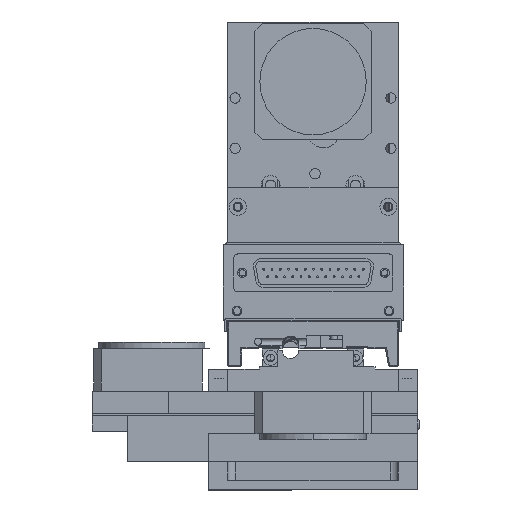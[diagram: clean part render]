
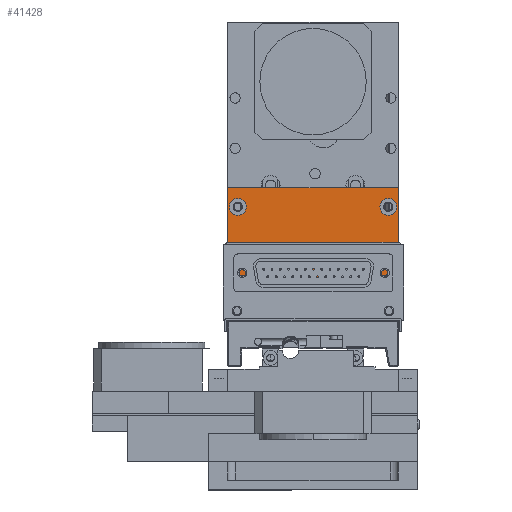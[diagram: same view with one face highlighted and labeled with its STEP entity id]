
A CAD part, front view. The second image highlights one B-rep face of the part: STEP entity #41428.
In plain terms, the highlighted planar face has unit normal (0, -1, 0).
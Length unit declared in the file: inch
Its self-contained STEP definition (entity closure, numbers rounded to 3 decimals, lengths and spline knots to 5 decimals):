
#2578 = VERTEX_POINT ( 'NONE', #9944 ) ;
#2579 = VERTEX_POINT ( 'NONE', #9945 ) ;
#2582 = VERTEX_POINT ( 'NONE', #9948 ) ;
#2583 = VERTEX_POINT ( 'NONE', #9949 ) ;
#2617 = VERTEX_POINT ( 'NONE', #9984 ) ;
#2620 = VERTEX_POINT ( 'NONE', #9987 ) ;
#2622 = VERTEX_POINT ( 'NONE', #9989 ) ;
#2630 = VERTEX_POINT ( 'NONE', #9997 ) ;
#2634 = VERTEX_POINT ( 'NONE', #10001 ) ;
#2635 = VERTEX_POINT ( 'NONE', #10002 ) ;
#2636 = VERTEX_POINT ( 'NONE', #10003 ) ;
#2642 = VERTEX_POINT ( 'NONE', #10009 ) ;
#9944 = CARTESIAN_POINT ( 'NONE',  ( 0.2759, 1.38273, 2.56637 ) ) ;
#9945 = CARTESIAN_POINT ( 'NONE',  ( 0.0559, 1.38273, 2.56637 ) ) ;
#9948 = CARTESIAN_POINT ( 'NONE',  ( 2.2559, 1.38273, 2.56637 ) ) ;
#9949 = CARTESIAN_POINT ( 'NONE',  ( 2.0359, 1.38273, 2.56637 ) ) ;
#9984 = CARTESIAN_POINT ( 'NONE',  ( 0.0309, 1.38273, 1.61637 ) ) ;
#9987 = CARTESIAN_POINT ( 'NONE',  ( 0.0309, 1.38273, 2.81637 ) ) ;
#9989 = CARTESIAN_POINT ( 'NONE',  ( 2.2809, 1.38273, 2.81637 ) ) ;
#9997 = CARTESIAN_POINT ( 'NONE',  ( 2.2809, 1.38273, 1.61637 ) ) ;
#10001 = CARTESIAN_POINT ( 'NONE',  ( 0.06792, 1.38273, 1.61637 ) ) ;
#10002 = CARTESIAN_POINT ( 'NONE',  ( 0.26388, 1.38273, 1.61637 ) ) ;
#10003 = CARTESIAN_POINT ( 'NONE',  ( 2.04792, 1.38273, 1.61637 ) ) ;
#10009 = CARTESIAN_POINT ( 'NONE',  ( 2.24388, 1.38273, 1.61637 ) ) ;
#13851 = AXIS2_PLACEMENT_3D ( 'NONE', #14983, #14984, #14985 ) ;
#14762 = FACE_BOUND ( 'NONE', #49545, .T. ) ;
#14763 = FACE_OUTER_BOUND ( 'NONE', #49540, .T. ) ;
#14766 = FACE_BOUND ( 'NONE', #49543, .T. ) ;
#14976 = PLANE ( 'NONE',  #13851 ) ;
#14983 = CARTESIAN_POINT ( 'NONE',  ( 2.2809, 1.38273, 2.81637 ) ) ;
#14984 = DIRECTION ( 'NONE',  ( 0., 1., 0. ) ) ;
#14985 = DIRECTION ( 'NONE',  ( -1., 0., 0. ) ) ;
#23662 = AXIS2_PLACEMENT_3D ( 'NONE', #26416, #26417, #26418 ) ;
#23664 = AXIS2_PLACEMENT_3D ( 'NONE', #26426, #26427, #26428 ) ;
#26006 = CIRCLE ( 'NONE', #23662, 0.11 ) ;
#26012 = CIRCLE ( 'NONE', #23664, 0.11 ) ;
#26416 = CARTESIAN_POINT ( 'NONE',  ( 0.1659, 1.38273, 2.56637 ) ) ;
#26417 = DIRECTION ( 'NONE',  ( 0., 1., 0. ) ) ;
#26418 = DIRECTION ( 'NONE',  ( -1., 0., 0. ) ) ;
#26426 = CARTESIAN_POINT ( 'NONE',  ( 2.1459, 1.38273, 2.56637 ) ) ;
#26427 = DIRECTION ( 'NONE',  ( 0., 1., 0. ) ) ;
#26428 = DIRECTION ( 'NONE',  ( -1., 0., 0. ) ) ;
#33429 = CARTESIAN_POINT ( 'NONE',  ( 0.0309, 1.38273, 2.81637 ) ) ;
#33430 = DIRECTION ( 'NONE',  ( 0., 0., -1. ) ) ;
#33443 = CARTESIAN_POINT ( 'NONE',  ( 2.2809, 1.38273, 2.81637 ) ) ;
#33444 = DIRECTION ( 'NONE',  ( -1., 0., 0. ) ) ;
#33474 = CARTESIAN_POINT ( 'NONE',  ( 2.2809, 1.38273, 2.81637 ) ) ;
#33479 = DIRECTION ( 'NONE',  ( 0., 0., -1. ) ) ;
#33689 = AXIS2_PLACEMENT_3D ( 'NONE', #35111, #35112, #35113 ) ;
#33693 = AXIS2_PLACEMENT_3D ( 'NONE', #35127, #35128, #35129 ) ;
#33697 = AXIS2_PLACEMENT_3D ( 'NONE', #35143, #35144, #35145 ) ;
#33698 = AXIS2_PLACEMENT_3D ( 'NONE', #35150, #35151, #35152 ) ;
#34664 = LINE ( 'NONE', #33429, #34666 ) ;
#34666 = VECTOR ( 'NONE', #33430, 39.37008 ) ;
#34667 = LINE ( 'NONE', #33443, #34670 ) ;
#34670 = VECTOR ( 'NONE', #33444, 39.37008 ) ;
#34671 = LINE ( 'NONE', #33474, #34679 ) ;
#34679 = VECTOR ( 'NONE', #33479, 39.37008 ) ;
#34688 = CIRCLE ( 'NONE', #33689, 0.11 ) ;
#34691 = CIRCLE ( 'NONE', #33693, 0.11 ) ;
#34695 = CIRCLE ( 'NONE', #33697, 0.11 ) ;
#34696 = LINE ( 'NONE', #35136, #34698 ) ;
#34697 = LINE ( 'NONE', #35146, #34700 ) ;
#34698 = VECTOR ( 'NONE', #35137, 39.37008 ) ;
#34699 = CIRCLE ( 'NONE', #33698, 0.11 ) ;
#34700 = VECTOR ( 'NONE', #35147, 39.37008 ) ;
#34701 = LINE ( 'NONE', #35141, #34703 ) ;
#34703 = VECTOR ( 'NONE', #35142, 39.37008 ) ;
#35111 = CARTESIAN_POINT ( 'NONE',  ( 0.1659, 1.38273, 1.56637 ) ) ;
#35112 = DIRECTION ( 'NONE',  ( 0., 1., 0. ) ) ;
#35113 = DIRECTION ( 'NONE',  ( -1., 0., 0. ) ) ;
#35127 = CARTESIAN_POINT ( 'NONE',  ( 2.1459, 1.38273, 2.56637 ) ) ;
#35128 = DIRECTION ( 'NONE',  ( 0., 1., 0. ) ) ;
#35129 = DIRECTION ( 'NONE',  ( -1., 0., 0. ) ) ;
#35136 = CARTESIAN_POINT ( 'NONE',  ( 2.2809, 1.38273, 1.61637 ) ) ;
#35137 = DIRECTION ( 'NONE',  ( -1., 0., 0. ) ) ;
#35141 = CARTESIAN_POINT ( 'NONE',  ( 2.2809, 1.38273, 1.61637 ) ) ;
#35142 = DIRECTION ( 'NONE',  ( -1., 0., 0. ) ) ;
#35143 = CARTESIAN_POINT ( 'NONE',  ( 0.1659, 1.38273, 2.56637 ) ) ;
#35144 = DIRECTION ( 'NONE',  ( 0., 1., 0. ) ) ;
#35145 = DIRECTION ( 'NONE',  ( -1., 0., 0. ) ) ;
#35146 = CARTESIAN_POINT ( 'NONE',  ( 2.2809, 1.38273, 1.61637 ) ) ;
#35147 = DIRECTION ( 'NONE',  ( -1., 0., 0. ) ) ;
#35150 = CARTESIAN_POINT ( 'NONE',  ( 2.1459, 1.38273, 1.56637 ) ) ;
#35151 = DIRECTION ( 'NONE',  ( 0., 1., 0. ) ) ;
#35152 = DIRECTION ( 'NONE',  ( -1., 0., 0. ) ) ;
#41428 = ADVANCED_FACE ( 'NONE', ( #14762, #14766, #14763 ), #14976, .F. ) ;
#42274 = EDGE_CURVE ( 'NONE', #2578, #2579, #26006, .T. ) ;
#42278 = EDGE_CURVE ( 'NONE', #2582, #2583, #26012, .T. ) ;
#43517 = EDGE_CURVE ( 'NONE', #2620, #2617, #34664, .T. ) ;
#43519 = EDGE_CURVE ( 'NONE', #2622, #2620, #34667, .T. ) ;
#43525 = EDGE_CURVE ( 'NONE', #2622, #2630, #34671, .T. ) ;
#43533 = EDGE_CURVE ( 'NONE', #2634, #2635, #34688, .T. ) ;
#43538 = EDGE_CURVE ( 'NONE', #2583, #2582, #34691, .T. ) ;
#43542 = EDGE_CURVE ( 'NONE', #2579, #2578, #34695, .T. ) ;
#43543 = EDGE_CURVE ( 'NONE', #2634, #2617, #34696, .T. ) ;
#43544 = EDGE_CURVE ( 'NONE', #2636, #2635, #34697, .T. ) ;
#43545 = EDGE_CURVE ( 'NONE', #2636, #2642, #34699, .T. ) ;
#43546 = EDGE_CURVE ( 'NONE', #2630, #2642, #34701, .T. ) ;
#44185 = ORIENTED_EDGE ( 'NONE', *, *, #42274, .T. ) ;
#44186 = ORIENTED_EDGE ( 'NONE', *, *, #43542, .T. ) ;
#44187 = ORIENTED_EDGE ( 'NONE', *, *, #42278, .T. ) ;
#44188 = ORIENTED_EDGE ( 'NONE', *, *, #43538, .T. ) ;
#44189 = ORIENTED_EDGE ( 'NONE', *, *, #43543, .F. ) ;
#44190 = ORIENTED_EDGE ( 'NONE', *, *, #43533, .T. ) ;
#44191 = ORIENTED_EDGE ( 'NONE', *, *, #43544, .F. ) ;
#44192 = ORIENTED_EDGE ( 'NONE', *, *, #43545, .T. ) ;
#44193 = ORIENTED_EDGE ( 'NONE', *, *, #43546, .F. ) ;
#44194 = ORIENTED_EDGE ( 'NONE', *, *, #43525, .F. ) ;
#44195 = ORIENTED_EDGE ( 'NONE', *, *, #43519, .T. ) ;
#44196 = ORIENTED_EDGE ( 'NONE', *, *, #43517, .T. ) ;
#49540 = EDGE_LOOP ( 'NONE', ( #44189, #44190, #44191, #44192, #44193, #44194, #44195, #44196 ) ) ;
#49543 = EDGE_LOOP ( 'NONE', ( #44187, #44188 ) ) ;
#49545 = EDGE_LOOP ( 'NONE', ( #44185, #44186 ) ) ;
